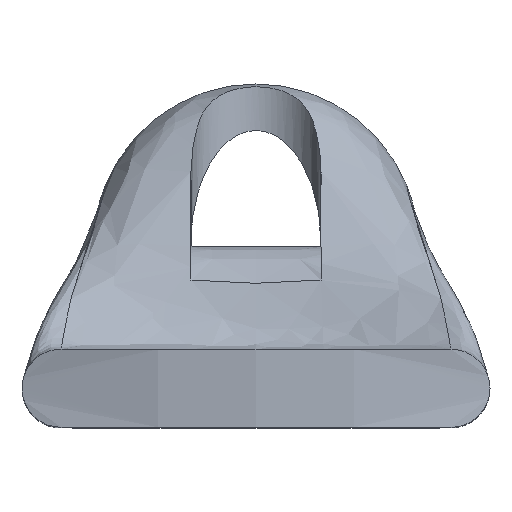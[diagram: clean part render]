
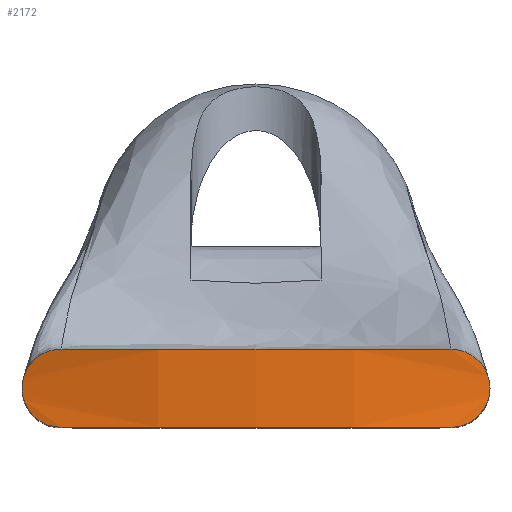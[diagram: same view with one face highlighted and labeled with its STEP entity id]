
A CAD part, top view. The second image highlights one B-rep face of the part: STEP entity #2172.
In plain terms, the highlighted cylindrical face has radius 60 mm (diameter 120 mm), a partial arc.
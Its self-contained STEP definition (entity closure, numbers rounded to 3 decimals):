
#2087=CARTESIAN_POINT('',(0.0,-14.0,-7.278));
#2088=DIRECTION('',(0.0,1.0,0.0));
#2089=DIRECTION('',(-0.3,0.0,0.954));
#2090=AXIS2_PLACEMENT_3D('',#2087,#2088,#2089);
#2091=CYLINDRICAL_SURFACE('',#2090,60.);
#2092=CARTESIAN_POINT('',(-15.0,-14.0,50.817));
#2093=VERTEX_POINT('',#2092);
#2094=CARTESIAN_POINT('',(-18.0,-11.,49.959));
#2095=VERTEX_POINT('',#2094);
#2096=CARTESIAN_POINT('',(-15.,-14.0,50.817));
#2097=CARTESIAN_POINT('',(-15.379,-14.0,50.719));
#2098=CARTESIAN_POINT('',(-15.784,-13.924,50.61));
#2099=CARTESIAN_POINT('',(-16.528,-13.613,50.402));
#2100=CARTESIAN_POINT('',(-16.868,-13.378,50.303));
#2101=CARTESIAN_POINT('',(-17.396,-12.843,50.146));
#2102=CARTESIAN_POINT('',(-17.623,-12.509,50.076));
#2103=CARTESIAN_POINT('',(-17.925,-11.776,49.983));
#2104=CARTESIAN_POINT('',(-18.0,-11.376,49.959));
#2105=CARTESIAN_POINT('',(-18.0,-11.,49.959));
#2106=B_SPLINE_CURVE_WITH_KNOTS('',3,(#2096,#2097,#2098,#2099,#2100,#2101,#2102,#2103,#2104,#2105),.UNSPECIFIED.,.F.,.U.,(4,2,2,2,4),(0.458,0.576,0.693,0.806,0.919),.UNSPECIFIED.);
#2107=EDGE_CURVE('',#2093,#2095,#2106,.T.);
#2108=ORIENTED_EDGE('',*,*,#2107,.F.);
#2109=CARTESIAN_POINT('',(15.0,-14.0,50.817));
#2110=VERTEX_POINT('',#2109);
#2111=CARTESIAN_POINT('',(0.0,-14.0,-7.278));
#2112=DIRECTION('',(0.0,1.0,0.0));
#2113=DIRECTION('',(-0.3,0.0,0.954));
#2114=AXIS2_PLACEMENT_3D('',#2111,#2112,#2113);
#2115=CIRCLE('',#2114,60.);
#2116=EDGE_CURVE('',#2093,#2110,#2115,.T.);
#2117=ORIENTED_EDGE('',*,*,#2116,.T.);
#2118=CARTESIAN_POINT('',(18.0,-11.,49.959));
#2119=VERTEX_POINT('',#2118);
#2120=CARTESIAN_POINT('',(18.0,-11.,49.959));
#2121=CARTESIAN_POINT('',(18.0,-11.376,49.959));
#2122=CARTESIAN_POINT('',(17.925,-11.776,49.983));
#2123=CARTESIAN_POINT('',(17.623,-12.509,50.076));
#2124=CARTESIAN_POINT('',(17.396,-12.843,50.146));
#2125=CARTESIAN_POINT('',(16.868,-13.378,50.303));
#2126=CARTESIAN_POINT('',(16.528,-13.613,50.402));
#2127=CARTESIAN_POINT('',(15.784,-13.924,50.61));
#2128=CARTESIAN_POINT('',(15.379,-14.0,50.719));
#2129=CARTESIAN_POINT('',(15.,-14.0,50.817));
#2130=B_SPLINE_CURVE_WITH_KNOTS('',3,(#2120,#2121,#2122,#2123,#2124,#2125,#2126,#2127,#2128,#2129),.UNSPECIFIED.,.F.,.U.,(4,2,2,2,4),(0.919,1.032,1.145,1.263,1.38),.UNSPECIFIED.);
#2131=EDGE_CURVE('',#2119,#2110,#2130,.T.);
#2132=ORIENTED_EDGE('',*,*,#2131,.F.);
#2133=CARTESIAN_POINT('',(15.0,-8.,50.817));
#2134=VERTEX_POINT('',#2133);
#2135=CARTESIAN_POINT('',(15.,-8.,50.817));
#2136=CARTESIAN_POINT('',(15.379,-8.,50.719));
#2137=CARTESIAN_POINT('',(15.784,-8.076,50.61));
#2138=CARTESIAN_POINT('',(16.528,-8.387,50.402));
#2139=CARTESIAN_POINT('',(16.868,-8.622,50.303));
#2140=CARTESIAN_POINT('',(17.396,-9.157,50.146));
#2141=CARTESIAN_POINT('',(17.623,-9.491,50.076));
#2142=CARTESIAN_POINT('',(17.925,-10.224,49.983));
#2143=CARTESIAN_POINT('',(18.0,-10.624,49.959));
#2144=CARTESIAN_POINT('',(18.0,-11.,49.959));
#2145=B_SPLINE_CURVE_WITH_KNOTS('',3,(#2135,#2136,#2137,#2138,#2139,#2140,#2141,#2142,#2143,#2144),.UNSPECIFIED.,.F.,.U.,(4,2,2,2,4),(1.377,1.495,1.612,1.725,1.838),.UNSPECIFIED.);
#2146=EDGE_CURVE('',#2134,#2119,#2145,.T.);
#2147=ORIENTED_EDGE('',*,*,#2146,.F.);
#2148=CARTESIAN_POINT('',(-15.0,-8.,50.817));
#2149=VERTEX_POINT('',#2148);
#2150=CARTESIAN_POINT('',(0.0,-8.,-7.278));
#2151=DIRECTION('',(0.0,-1.0,0.0));
#2152=DIRECTION('',(-0.3,0.0,0.954));
#2153=AXIS2_PLACEMENT_3D('',#2150,#2151,#2152);
#2154=CIRCLE('',#2153,60.);
#2155=EDGE_CURVE('',#2134,#2149,#2154,.T.);
#2156=ORIENTED_EDGE('',*,*,#2155,.T.);
#2157=CARTESIAN_POINT('',(-18.0,-11.,49.959));
#2158=CARTESIAN_POINT('',(-18.0,-10.624,49.959));
#2159=CARTESIAN_POINT('',(-17.925,-10.224,49.983));
#2160=CARTESIAN_POINT('',(-17.623,-9.491,50.076));
#2161=CARTESIAN_POINT('',(-17.396,-9.157,50.146));
#2162=CARTESIAN_POINT('',(-16.868,-8.622,50.303));
#2163=CARTESIAN_POINT('',(-16.528,-8.387,50.402));
#2164=CARTESIAN_POINT('',(-15.784,-8.076,50.61));
#2165=CARTESIAN_POINT('',(-15.379,-8.,50.719));
#2166=CARTESIAN_POINT('',(-15.,-8.,50.817));
#2167=B_SPLINE_CURVE_WITH_KNOTS('',3,(#2157,#2158,#2159,#2160,#2161,#2162,#2163,#2164,#2165,#2166),.UNSPECIFIED.,.F.,.U.,(4,2,2,2,4),(1.838,1.951,2.064,2.182,2.299),.UNSPECIFIED.);
#2168=EDGE_CURVE('',#2095,#2149,#2167,.T.);
#2169=ORIENTED_EDGE('',*,*,#2168,.F.);
#2170=EDGE_LOOP('',(#2108,#2117,#2132,#2147,#2156,#2169));
#2171=FACE_OUTER_BOUND('',#2170,.T.);
#2172=ADVANCED_FACE('',(#2171),#2091,.T.);
